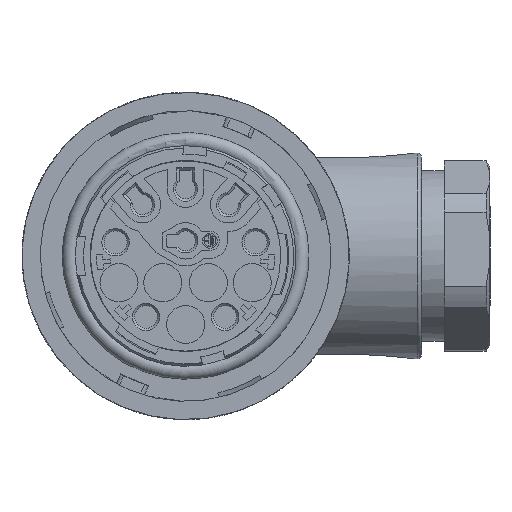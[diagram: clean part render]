
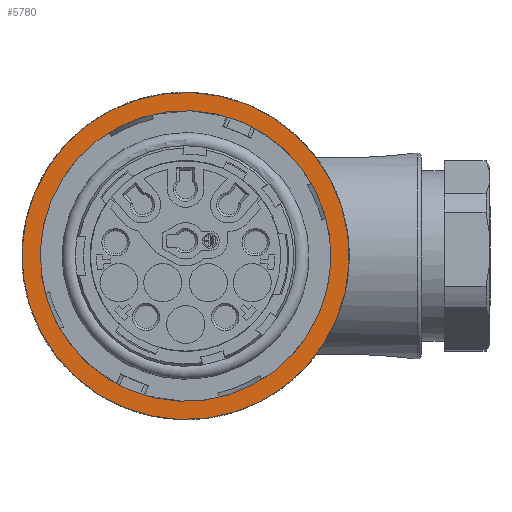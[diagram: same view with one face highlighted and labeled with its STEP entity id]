
A CAD part, left-side view. The second image highlights one B-rep face of the part: STEP entity #5780.
In plain terms, the highlighted planar face has unit normal (-1, 0, 0).
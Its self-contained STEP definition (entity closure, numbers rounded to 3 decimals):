
#5780=ADVANCED_FACE('',(#6723,#6724),#6472,.T.);
#6472=PLANE('',#18789);
#6723=FACE_BOUND('',#7614,.T.);
#6724=FACE_BOUND('',#7615,.T.);
#7614=EDGE_LOOP('',(#11870));
#7615=EDGE_LOOP('',(#11871));
#11870=ORIENTED_EDGE('',*,*,#16642,.T.);
#11871=ORIENTED_EDGE('',*,*,#16688,.F.);
#14297=VERTEX_POINT('',#29031);
#14318=VERTEX_POINT('',#29199);
#16642=EDGE_CURVE('',#14297,#14297,#17578,.T.);
#16688=EDGE_CURVE('',#14318,#14318,#17583,.T.);
#17578=CIRCLE('',#18753,19.1);
#17583=CIRCLE('',#18788,21.5);
#18753=AXIS2_PLACEMENT_3D('',#29030,#22576,#22577);
#18788=AXIS2_PLACEMENT_3D('',#29198,#22670,#22671);
#18789=AXIS2_PLACEMENT_3D('',#29200,#22672,#22673);
#22576=DIRECTION('',(1.,0.,0.));
#22577=DIRECTION('',(0.,0.924,0.382));
#22670=DIRECTION('',(1.,0.,0.));
#22671=DIRECTION('',(0.,0.924,0.382));
#22672=DIRECTION('',(-1.,0.,0.));
#22673=DIRECTION('',(0.,0.924,0.382));
#29030=CARTESIAN_POINT('',(-54.759,7.674,0.));
#29031=CARTESIAN_POINT('',(-54.759,25.327,7.293));
#29198=CARTESIAN_POINT('',(-54.759,7.674,0.));
#29199=CARTESIAN_POINT('',(-54.759,27.545,8.21));
#29200=CARTESIAN_POINT('',(-54.759,-23.122,12.603));
